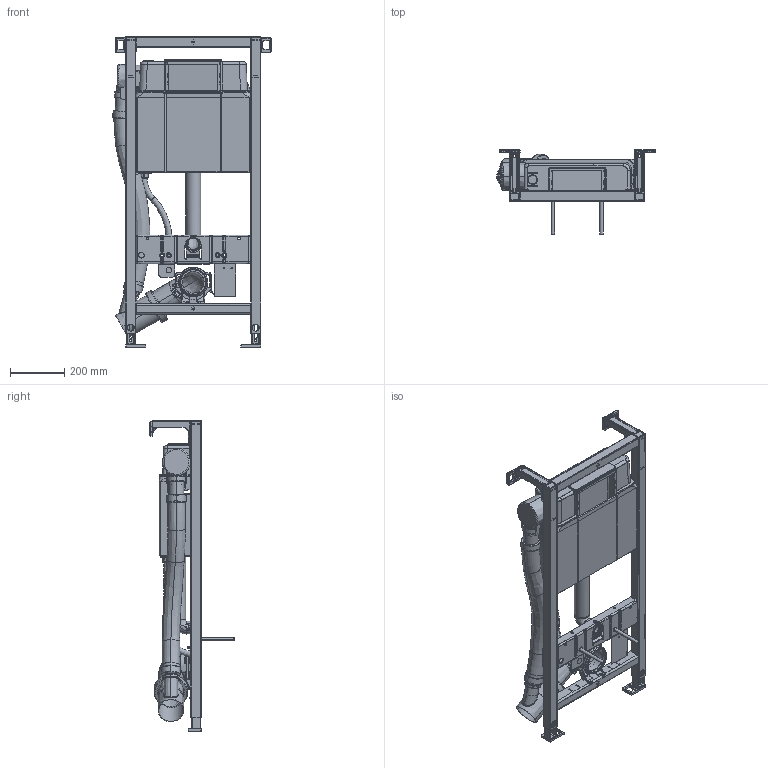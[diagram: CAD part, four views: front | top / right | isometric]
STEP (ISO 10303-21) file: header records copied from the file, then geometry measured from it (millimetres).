
FILE_DESCRIPTION(/* description */ (''),/* implementation_level */ '2;1');
FILE_NAME(/* name */ 'WD1012',/* time_stamp */ '2021-06-29T09:51:42+02:00',/* author */ (''),/* organization */ (''),/* preprocessor_version */ 'ST-DEVELOPER v15',/* originating_system */ '',/* authorisation */ '');
FILE_SCHEMA (('AUTOMOTIVE_DESIGN'));
Products named in the file (1): Document
Bounding box: 585.99 x 311.5 x 1147.5 mm (x, y, z)
Volume: 2430946.3 mm3; surface area: 2940747.6 mm2
Topology: 34 solids, 44 shells, 7189 faces, 18886 edges, 11745 vertices
Faces by surface type: plane 3726, bspline 3463
Entity records: 322374 total; most frequent: CARTESIAN_POINT 208570, ORIENTED_EDGE 37327, EDGE_CURVE 18774, B_SPLINE_CURVE_WITH_KNOTS 12126, VERTEX_POINT 11745, EDGE_LOOP 7577, ADVANCED_FACE 7189, FACE_OUTER_BOUND 7189
